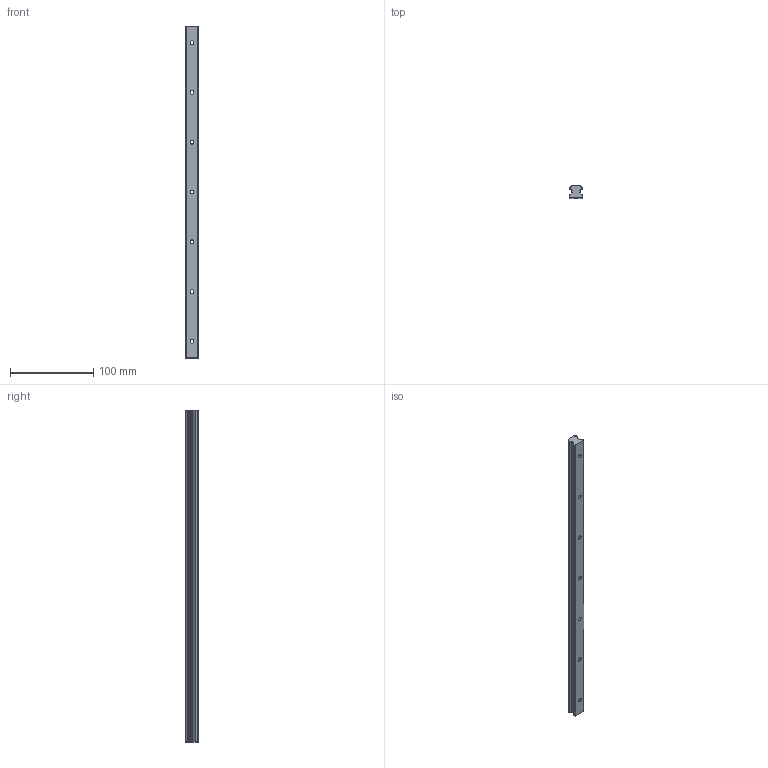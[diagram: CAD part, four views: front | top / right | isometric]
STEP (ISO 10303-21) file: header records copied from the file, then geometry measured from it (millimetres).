
FILE_DESCRIPTION (( 'STEP AP214' ), '1' );
FILE_NAME ('HGR15R Rail.STEP', '2018-04-02T05:41:49', ( '' ), ( '' ), 'SwSTEP 2.0', 'SolidWorks 2017', '' );
FILE_SCHEMA (( 'AUTOMOTIVE_DESIGN' ));
Length unit declared in the file: millimetre
Products named in the file (1): HGR15R Rail
Bounding box: 15 x 15 x 400 mm (x, y, z)
Volume: 72167.9 mm3; surface area: 26634.8 mm2
Topology: 1 solids, 1 shells, 219 faces, 490 edges, 280 vertices
Faces by surface type: cone 94, plane 57, cylinder 54, torus 14
Entity records: 6056 total; most frequent: DIRECTION 1160, CARTESIAN_POINT 990, ORIENTED_EDGE 980, EDGE_CURVE 490, AXIS2_PLACEMENT_3D 450, VERTEX_POINT 280, VECTOR 260, LINE 260
